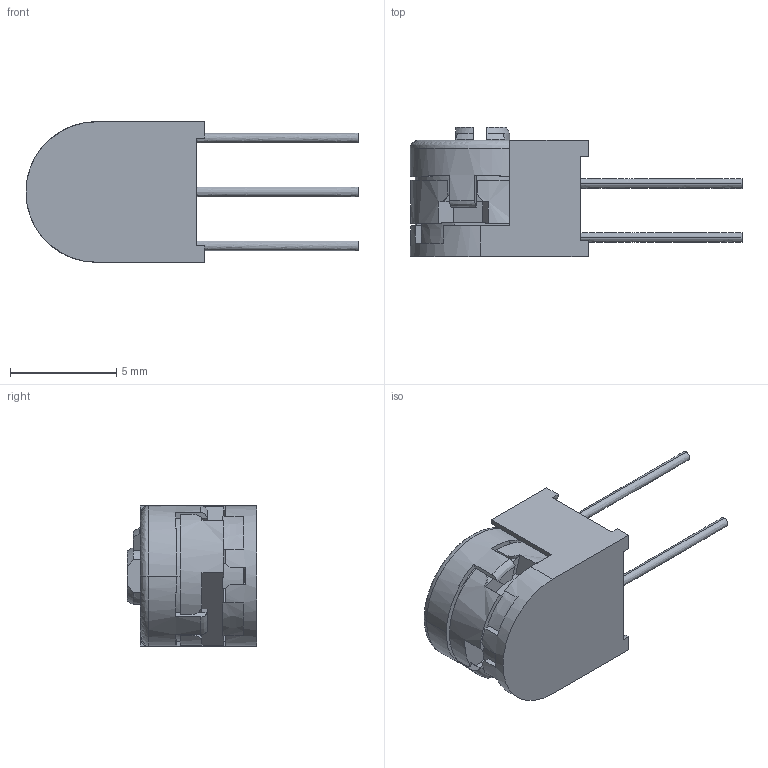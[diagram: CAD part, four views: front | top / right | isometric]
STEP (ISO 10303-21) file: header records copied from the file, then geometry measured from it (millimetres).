
FILE_DESCRIPTION((''),'2;1');
FILE_NAME('3329S_ASM','2012-02-28T',('minhn'),('Bourns, Inc.'),'PRO/ENGINEER BY PARAMETRIC TECHNOLOGY CORPORATION, 2001200','PRO/ENGINEER BY PARAMETRIC TECHNOLOGY CORPORATION, 2001200','');
FILE_SCHEMA(('AUTOMOTIVE_DESIGN_CC2 { 1 2 10303 214 -1 1 5 2 }'));
Length unit declared in the file: inch
Products named in the file (2): M3329_COVERFD1; 3329S_ASM
Assembly tree (1 placements, depth 2):
  3329S_ASM
    M3329_COVERFD1
Bounding box: 15.62 x 6.07 x 6.6 mm (x, y, z)
Volume: 247.6 mm3; surface area: 470.5 mm2
Topology: 1 solids, 2 shells, 228 faces, 641 edges, 417 vertices
Faces by surface type: bspline 228
Entity records: 10517 total; most frequent: CARTESIAN_POINT 3324, ORIENTED_EDGE 1282, DIRECTION 754, PRESENTATION_STYLE_ASSIGNMENT 642, STYLED_ITEM 642, CURVE_STYLE 641, EDGE_CURVE 641, VECTOR 432
